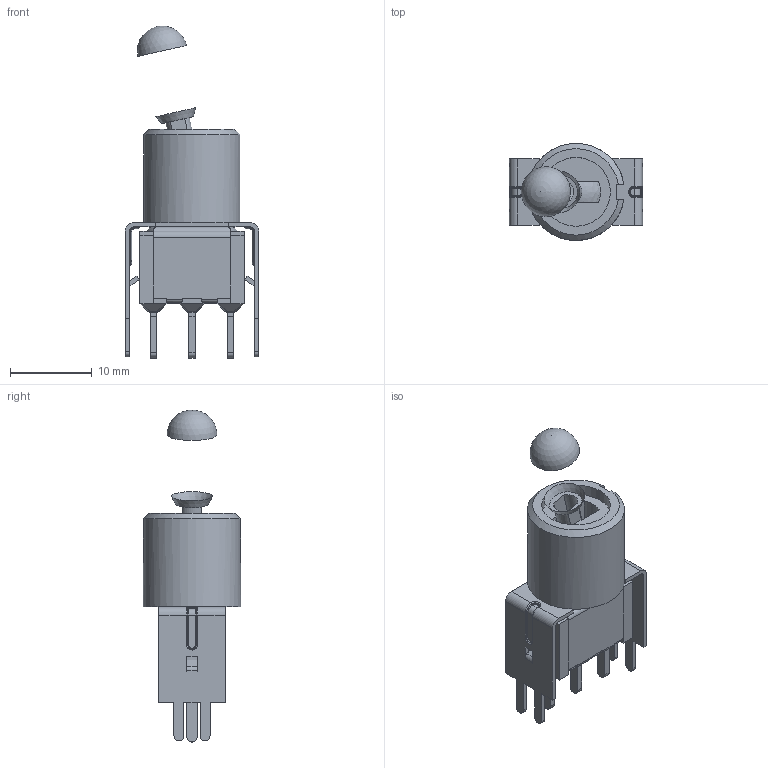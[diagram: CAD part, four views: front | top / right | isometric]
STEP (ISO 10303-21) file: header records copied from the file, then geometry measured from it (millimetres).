
FILE_DESCRIPTION(/* description */ (''),/* implementation_level */ '2;1');
FILE_NAME(/* name */ '100SPxT7B13VS2xE.stp',/* time_stamp */ '2026-01-15T18:59:28-06:00',/* author */ ('jmeyers'),/* organization */ (''),/* preprocessor_version */ 'ST-DEVELOPER v18.1',/* originating_system */ 'Autodesk Inventor 2022',/* authorisation */ '');
FILE_SCHEMA (('AUTOMOTIVE_DESIGN { 1 0 10303 214 3 1 1 }'));
Length unit declared in the file: inch
Products named in the file (1): Part89
Bounding box: 16.26 x 11.85 x 40.52 mm (x, y, z)
Volume: 2210.8 mm3; surface area: 2488.5 mm2
Topology: 1 solids, 1 shells, 381 faces, 972 edges, 587 vertices
Faces by surface type: plane 222, cylinder 108, torus 34, sphere 14, cone 3
Full cylindrical faces by diameter (mm): 8.4 x2
Entity records: 11363 total; most frequent: CARTESIAN_POINT 2034, DIRECTION 1982, ORIENTED_EDGE 1916, EDGE_CURVE 958, LINE 668, VECTOR 668, AXIS2_PLACEMENT_3D 657, VERTEX_POINT 587
